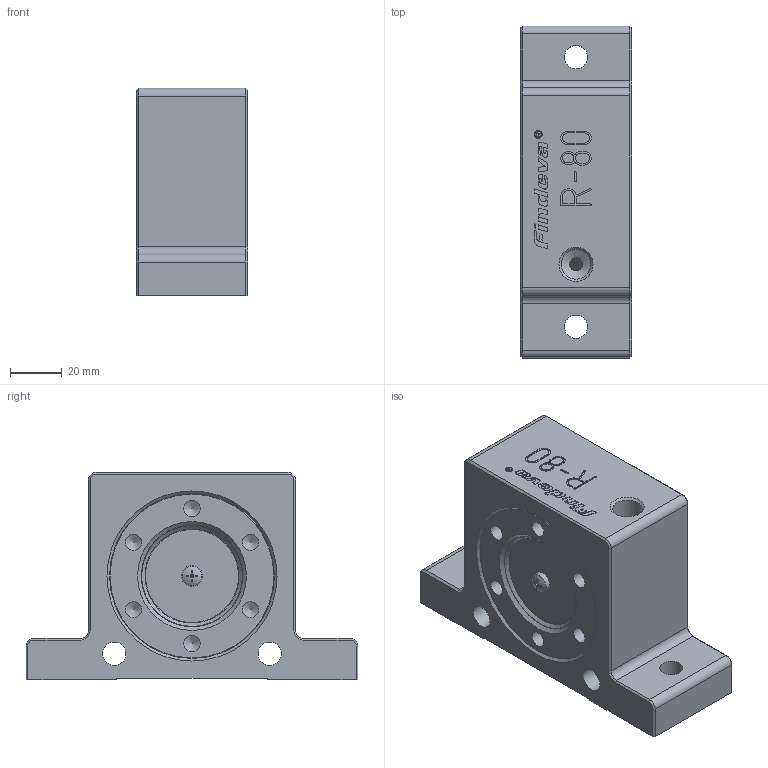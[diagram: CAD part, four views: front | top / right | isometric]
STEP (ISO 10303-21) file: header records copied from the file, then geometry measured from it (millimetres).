
FILE_DESCRIPTION((''),'2;1');
FILE_NAME('3080-00-M.stp','2012-03-28T16:52:57',('Petr'),(''),'Autodesk Inventor 2011','Autodesk Inventor 2011','');
FILE_SCHEMA(('CONFIG_CONTROL_DESIGN'));
Length unit declared in the file: millimetre
Products named in the file (1): 3080-00-M
Bounding box: 43 x 128 x 80 mm (x, y, z)
Volume: 282094.8 mm3; surface area: 42401.5 mm2
Topology: 1 solids, 3 shells, 377 faces, 950 edges, 621 vertices
Faces by surface type: plane 191, cylinder 92, cone 72, torus 12, bspline 8, sphere 2
Full cylindrical faces by diameter (mm): 2.682 x1, 2.982 x1, 3 x12, 4.2 x2, 5 x2, 6.3 x12, 9 x4, 11.445 x2
Entity records: 11193 total; most frequent: CARTESIAN_POINT 2341, DIRECTION 1767, ORIENTED_EDGE 1646, EDGE_CURVE 823, AXIS2_PLACEMENT_3D 640, VERTEX_POINT 578, EDGE_LOOP 515, VECTOR 487
